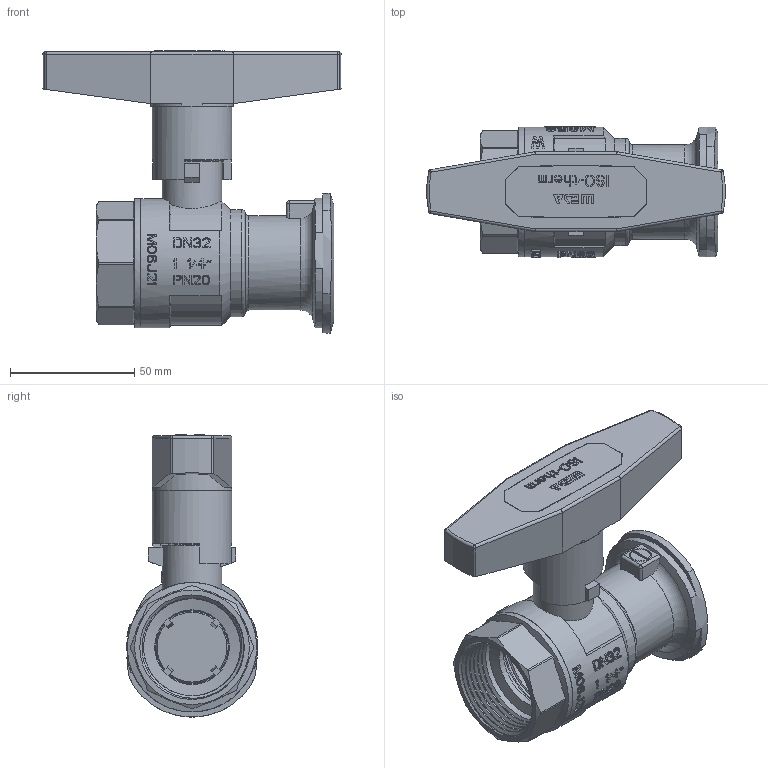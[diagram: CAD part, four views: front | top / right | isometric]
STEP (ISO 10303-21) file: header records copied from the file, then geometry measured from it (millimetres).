
FILE_DESCRIPTION(/* description */ ('Unknown'),/* implementation_level */ '2;1');
FILE_NAME(/* name */ '1088',/* time_stamp */ '2022-10-12T13:01:03+02:00',/* author */ ('Unknown'),/* organization */ ('Unknown'),/* preprocessor_version */ 'ST-DEVELOPER v16.7',/* originating_system */ 'Solid Edge',/* authorisation */ 'Unknown');
FILE_SCHEMA (('AUTOMOTIVE_DESIGN {1 0 10303 214 3 1 1}'));
Products named in the file (19): 1088; VJ0101431707V; VT05105007Q; VT07405107Q; VJ0102431607V; VT0801431007_ASM; VT0801435007; VT0801435007-1; VT120017-M12X19-5-1Q; VT0801431006-1; VT52000307; VT40000707; VT19000807; VT24000207; VT24000306; GB-896-86-3-4; VT09019902; VT09019602; VT09000502
Assembly tree (18 placements, depth 3):
  1088
    VJ0101431707V
    VT05105007Q
    VT07405107Q
    VJ0102431607V
    VT0801431007_ASM
      VT0801435007
      VT0801435007-1
    VT120017-M12X19-5-1Q
    VT0801431006-1
    VT52000307
    VT40000707
    VT19000807
    VT24000207
    VT24000306
    GB-896-86-3-4
    VT09019902
    VT09019602
    VT09000502
Bounding box: 119.82 x 53 x 113.4 mm (x, y, z)
Volume: 111969.4 mm3; surface area: 80972.1 mm2
Topology: 17 solids, 19 shells, 1769 faces, 4921 edges, 3274 vertices
Faces by surface type: plane 1353, cylinder 243, bspline 96, cone 54, torus 17, sphere 6
Full cylindrical faces by diameter (mm): 3.1 x1, 3.4 x2, 4 x2, 4.1 x1, 5 x2, 5.2 x1, 5.4 x4, 5.5 x1, 7 x2, 8 x3, 9 x2, 10.5 x8, 10.8 x1, 14 x3, 14.1 x1, 15 x1, 16 x3, 18 x1, 18.5 x5, 21 x1, 24 x1, 26 x2, 26.5 x1, 28 x1, 30 x2, 32 x1, 33.5 x2, 34 x1, 34.8 x1, 35 x2
Entity records: 66948 total; most frequent: CARTESIAN_POINT 21778, ORIENTED_EDGE 9468, DIRECTION 9234, EDGE_CURVE 4736, AXIS2_PLACEMENT_3D 3372, VERTEX_POINT 3219, LINE 2490, VECTOR 2490
